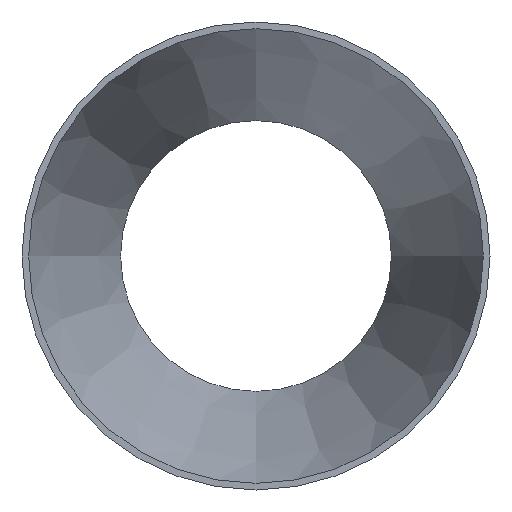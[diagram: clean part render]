
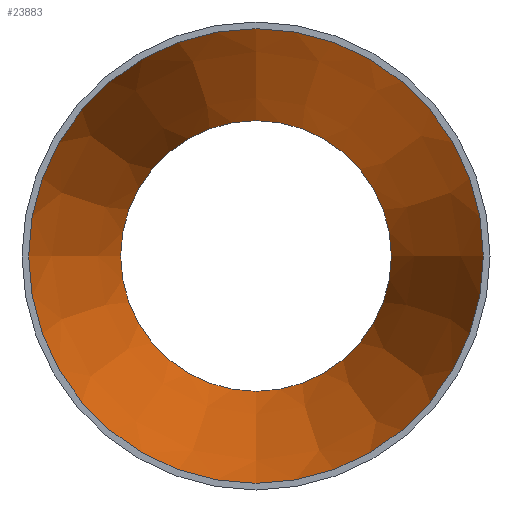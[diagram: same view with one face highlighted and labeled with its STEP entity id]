
A CAD part, front view. The second image highlights one B-rep face of the part: STEP entity #23883.
In plain terms, the highlighted conical face has half-angle 15.813 degrees and reference radius 106.432 mm.
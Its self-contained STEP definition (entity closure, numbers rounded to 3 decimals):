
#2619 = DIRECTION ( 'NONE',  ( 0., -1., 0. ) ) ;
#5178 = EDGE_LOOP ( 'NONE', ( #6420 ) ) ;
#6286 = VERTEX_POINT ( 'NONE', #17232 ) ;
#6420 = ORIENTED_EDGE ( 'NONE', *, *, #14932, .F. ) ;
#6434 = FACE_BOUND ( 'NONE', #5178, .T. ) ;
#7522 = EDGE_CURVE ( 'NONE', #9015, #9015, #15712, .T. ) ;
#8150 = CIRCLE ( 'NONE', #12805, 63.382 ) ;
#8258 = CARTESIAN_POINT ( 'NONE',  ( 0., 152., 0. ) ) ;
#9015 = VERTEX_POINT ( 'NONE', #31427 ) ;
#9491 = AXIS2_PLACEMENT_3D ( 'NONE', #34138, #11556, #33963 ) ;
#9873 = AXIS2_PLACEMENT_3D ( 'NONE', #11914, #23418, #29406 ) ;
#11556 = DIRECTION ( 'NONE',  ( 0., -1., 0. ) ) ;
#11914 = CARTESIAN_POINT ( 'NONE',  ( 0., 0., 0. ) ) ;
#12805 = AXIS2_PLACEMENT_3D ( 'NONE', #8258, #2619, #19226 ) ;
#14642 = FACE_OUTER_BOUND ( 'NONE', #21978, .T. ) ;
#14932 = EDGE_CURVE ( 'NONE', #6286, #6286, #8150, .T. ) ;
#15712 = CIRCLE ( 'NONE', #9873, 106.432 ) ;
#17232 = CARTESIAN_POINT ( 'NONE',  ( 0., 152., -63.382 ) ) ;
#19226 = DIRECTION ( 'NONE',  ( 0., 0., -1. ) ) ;
#21352 = ORIENTED_EDGE ( 'NONE', *, *, #7522, .T. ) ;
#21978 = EDGE_LOOP ( 'NONE', ( #21352 ) ) ;
#23418 = DIRECTION ( 'NONE',  ( 0., -1., 0. ) ) ;
#23883 = ADVANCED_FACE ( 'NONE', ( #6434, #14642 ), #25228, .F. ) ;
#25228 = CONICAL_SURFACE ( 'NONE', #9491, 106.432, 0.276 ) ;
#29406 = DIRECTION ( 'NONE',  ( 0., 0., -1. ) ) ;
#31427 = CARTESIAN_POINT ( 'NONE',  ( 0., 0., -106.432 ) ) ;
#33963 = DIRECTION ( 'NONE',  ( 0., 0., -1. ) ) ;
#34138 = CARTESIAN_POINT ( 'NONE',  ( 0., 0., 0. ) ) ;
